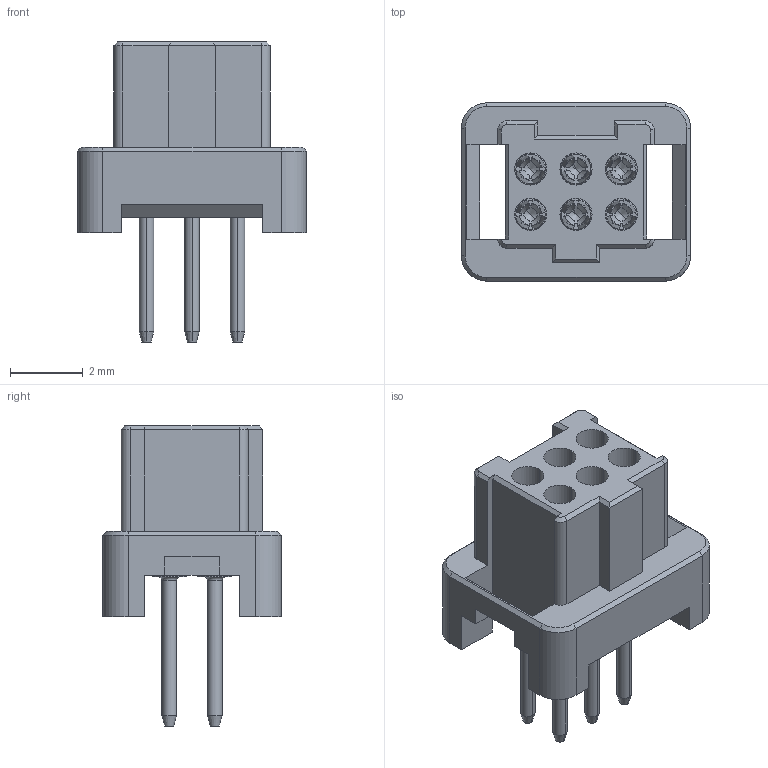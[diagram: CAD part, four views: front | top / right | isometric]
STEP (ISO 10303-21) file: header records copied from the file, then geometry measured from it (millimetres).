
FILE_DESCRIPTION((''),'2;1');
FILE_NAME('G125-FV10605L0P-00_ASM','2013-09-03T',('sflower'),(''),'PRO/ENGINEER BY PARAMETRIC TECHNOLOGY CORPORATION, 2013150','PRO/ENGINEER BY PARAMETRIC TECHNOLOGY CORPORATION, 2013150','');
FILE_SCHEMA(('CONFIG_CONTROL_DESIGN'));
Length unit declared in the file: millimetre
Products named in the file (3): G125-2010696; G125-0030005; G125-FV10605L0P-00_ASM
Assembly tree (7 placements, depth 2):
  G125-FV10605L0P-00_ASM
    G125-2010696
    G125-0030005  x6
Bounding box: 6.3 x 4.9 x 8.25 mm (x, y, z)
Volume: 75.8 mm3; surface area: 332.4 mm2
Topology: 7 solids, 7 shells, 1011 faces, 2516 edges, 1522 vertices
Faces by surface type: plane 489, cylinder 256, cone 182, bspline 72, torus 12
Entity records: 10866 total; most frequent: CARTESIAN_POINT 2123, ORIENTED_EDGE 1378, DIRECTION 1343, PRESENTATION_STYLE_ASSIGNMENT 695, STYLED_ITEM 695, CURVE_STYLE 689, EDGE_CURVE 689, AXIS2_PLACEMENT_3D 457
